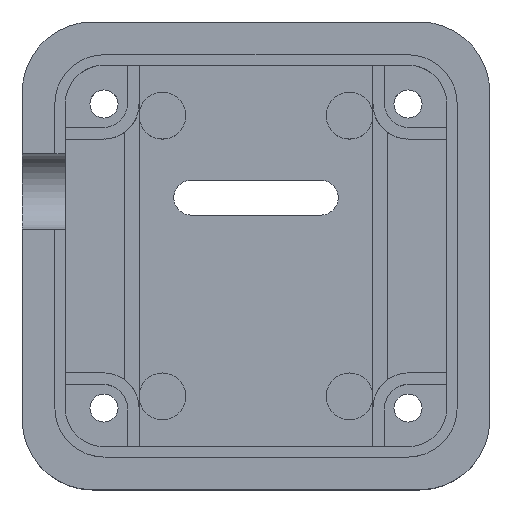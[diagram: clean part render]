
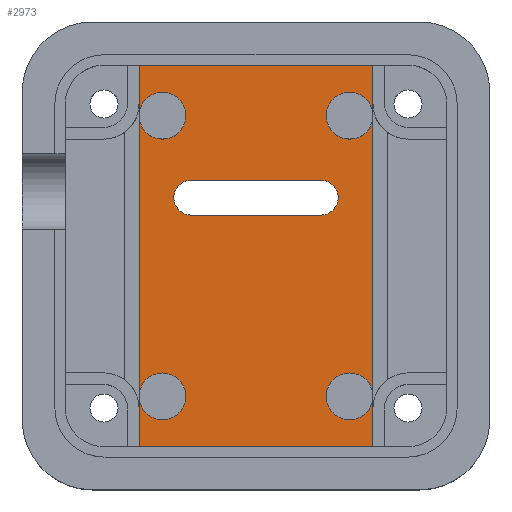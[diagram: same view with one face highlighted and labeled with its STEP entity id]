
A CAD part, top view. The second image highlights one B-rep face of the part: STEP entity #2973.
In plain terms, the highlighted planar face has unit normal (0, 0, 1).
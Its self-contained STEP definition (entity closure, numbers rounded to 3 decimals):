
#108=FACE_BOUND('',#493,.T.);
#181=CIRCLE('',#3215,2.);
#182=CIRCLE('',#3216,2.);
#183=CIRCLE('',#3217,2.);
#184=CIRCLE('',#3218,2.);
#185=CIRCLE('',#3219,2.);
#186=CIRCLE('',#3220,2.);
#187=CIRCLE('',#3221,2.);
#188=CIRCLE('',#3222,2.);
#189=CIRCLE('',#3223,1.5);
#190=CIRCLE('',#3224,1.5);
#307=FACE_OUTER_BOUND('',#492,.T.);
#492=EDGE_LOOP('',(#2275,#2276,#2277,#2278,#2279,#2280,#2281,#2282,#2283,
#2284,#2285,#2286,#2287,#2288,#2289,#2290));
#493=EDGE_LOOP('',(#2291,#2292,#2293,#2294));
#647=LINE('',#4391,#944);
#754=LINE('',#4720,#1051);
#767=LINE('',#4754,#1064);
#768=LINE('',#4756,#1065);
#769=LINE('',#4761,#1066);
#770=LINE('',#4765,#1067);
#771=LINE('',#4767,#1068);
#772=LINE('',#4771,#1069);
#773=LINE('',#4777,#1070);
#774=LINE('',#4780,#1071);
#944=VECTOR('',#3457,10.);
#1051=VECTOR('',#3756,20.);
#1064=VECTOR('',#3781,4.3);
#1065=VECTOR('',#3782,4.3);
#1066=VECTOR('',#3787,24.);
#1067=VECTOR('',#3792,4.3);
#1068=VECTOR('',#3793,4.3);
#1069=VECTOR('',#3798,24.);
#1070=VECTOR('',#3803,11.06);
#1071=VECTOR('',#3806,11.06);
#1238=VERTEX_POINT('',#4388);
#1239=VERTEX_POINT('',#4390);
#1364=VERTEX_POINT('',#4718);
#1365=VERTEX_POINT('',#4719);
#1379=VERTEX_POINT('',#4751);
#1380=VERTEX_POINT('',#4752);
#1381=VERTEX_POINT('',#4755);
#1382=VERTEX_POINT('',#4757);
#1383=VERTEX_POINT('',#4760);
#1384=VERTEX_POINT('',#4762);
#1385=VERTEX_POINT('',#4766);
#1386=VERTEX_POINT('',#4768);
#1387=VERTEX_POINT('',#4773);
#1388=VERTEX_POINT('',#4774);
#1389=VERTEX_POINT('',#4776);
#1390=VERTEX_POINT('',#4778);
#1534=EDGE_CURVE('',#1238,#1239,#647,.T.);
#1699=EDGE_CURVE('',#1364,#1365,#754,.T.);
#1716=EDGE_CURVE('',#1379,#1380,#181,.T.);
#1717=EDGE_CURVE('',#1379,#1364,#767,.T.);
#1718=EDGE_CURVE('',#1365,#1381,#768,.T.);
#1719=EDGE_CURVE('',#1382,#1381,#182,.T.);
#1720=EDGE_CURVE('',#1381,#1382,#183,.T.);
#1721=EDGE_CURVE('',#1381,#1383,#769,.T.);
#1722=EDGE_CURVE('',#1384,#1383,#184,.T.);
#1723=EDGE_CURVE('',#1383,#1384,#185,.T.);
#1724=EDGE_CURVE('',#1383,#1239,#770,.T.);
#1725=EDGE_CURVE('',#1238,#1385,#771,.T.);
#1726=EDGE_CURVE('',#1386,#1385,#186,.T.);
#1727=EDGE_CURVE('',#1385,#1386,#187,.T.);
#1728=EDGE_CURVE('',#1385,#1379,#772,.T.);
#1729=EDGE_CURVE('',#1380,#1379,#188,.T.);
#1730=EDGE_CURVE('',#1387,#1388,#189,.T.);
#1731=EDGE_CURVE('',#1389,#1387,#773,.T.);
#1732=EDGE_CURVE('',#1390,#1389,#190,.T.);
#1733=EDGE_CURVE('',#1388,#1390,#774,.T.);
#2275=ORIENTED_EDGE('',*,*,#1716,.F.);
#2276=ORIENTED_EDGE('',*,*,#1717,.T.);
#2277=ORIENTED_EDGE('',*,*,#1699,.T.);
#2278=ORIENTED_EDGE('',*,*,#1718,.T.);
#2279=ORIENTED_EDGE('',*,*,#1719,.F.);
#2280=ORIENTED_EDGE('',*,*,#1720,.F.);
#2281=ORIENTED_EDGE('',*,*,#1721,.T.);
#2282=ORIENTED_EDGE('',*,*,#1722,.F.);
#2283=ORIENTED_EDGE('',*,*,#1723,.F.);
#2284=ORIENTED_EDGE('',*,*,#1724,.T.);
#2285=ORIENTED_EDGE('',*,*,#1534,.F.);
#2286=ORIENTED_EDGE('',*,*,#1725,.T.);
#2287=ORIENTED_EDGE('',*,*,#1726,.F.);
#2288=ORIENTED_EDGE('',*,*,#1727,.F.);
#2289=ORIENTED_EDGE('',*,*,#1728,.T.);
#2290=ORIENTED_EDGE('',*,*,#1729,.F.);
#2291=ORIENTED_EDGE('',*,*,#1730,.F.);
#2292=ORIENTED_EDGE('',*,*,#1731,.F.);
#2293=ORIENTED_EDGE('',*,*,#1732,.F.);
#2294=ORIENTED_EDGE('',*,*,#1733,.F.);
#2863=PLANE('',#3214);
#2973=ADVANCED_FACE('',(#307,#108),#2863,.T.);
#3214=AXIS2_PLACEMENT_3D('',#4750,#3777,#3778);
#3215=AXIS2_PLACEMENT_3D('',#4753,#3779,#3780);
#3216=AXIS2_PLACEMENT_3D('',#4758,#3783,#3784);
#3217=AXIS2_PLACEMENT_3D('',#4759,#3785,#3786);
#3218=AXIS2_PLACEMENT_3D('',#4763,#3788,#3789);
#3219=AXIS2_PLACEMENT_3D('',#4764,#3790,#3791);
#3220=AXIS2_PLACEMENT_3D('',#4769,#3794,#3795);
#3221=AXIS2_PLACEMENT_3D('',#4770,#3796,#3797);
#3222=AXIS2_PLACEMENT_3D('',#4772,#3799,#3800);
#3223=AXIS2_PLACEMENT_3D('',#4775,#3801,#3802);
#3224=AXIS2_PLACEMENT_3D('',#4779,#3804,#3805);
#3457=DIRECTION('',(-1.,0.,0.));
#3756=DIRECTION('',(-1.,0.,0.));
#3777=DIRECTION('center_axis',(0.,0.,1.));
#3778=DIRECTION('ref_axis',(1.,0.,0.));
#3779=DIRECTION('center_axis',(0.,0.,1.));
#3780=DIRECTION('ref_axis',(0.,1.,0.));
#3781=DIRECTION('',(0.,1.,0.));
#3782=DIRECTION('',(0.,-1.,0.));
#3783=DIRECTION('center_axis',(0.,0.,1.));
#3784=DIRECTION('ref_axis',(-1.,0.,0.));
#3785=DIRECTION('center_axis',(0.,0.,1.));
#3786=DIRECTION('ref_axis',(-1.,0.,0.));
#3787=DIRECTION('',(0.,-1.,0.));
#3788=DIRECTION('center_axis',(0.,0.,1.));
#3789=DIRECTION('ref_axis',(-1.,0.,0.));
#3790=DIRECTION('center_axis',(0.,0.,1.));
#3791=DIRECTION('ref_axis',(-1.,0.,0.));
#3792=DIRECTION('',(0.,-1.,0.));
#3793=DIRECTION('',(0.,1.,0.));
#3794=DIRECTION('center_axis',(0.,0.,1.));
#3795=DIRECTION('ref_axis',(1.,0.,0.));
#3796=DIRECTION('center_axis',(0.,0.,1.));
#3797=DIRECTION('ref_axis',(1.,0.,0.));
#3798=DIRECTION('',(0.,1.,0.));
#3799=DIRECTION('center_axis',(0.,0.,1.));
#3800=DIRECTION('ref_axis',(0.,1.,0.));
#3801=DIRECTION('center_axis',(0.,0.,1.));
#3802=DIRECTION('ref_axis',(0.,1.,0.));
#3803=DIRECTION('',(-1.,0.,0.));
#3804=DIRECTION('center_axis',(0.,0.,1.));
#3805=DIRECTION('ref_axis',(0.,-1.,0.));
#3806=DIRECTION('',(1.,0.,0.));
#4388=CARTESIAN_POINT('',(10.,-16.3,-17.1));
#4390=CARTESIAN_POINT('',(-10.,-16.3,-17.1));
#4391=CARTESIAN_POINT('',(10.,-16.3,-17.1));
#4718=CARTESIAN_POINT('',(10.,16.3,-17.1));
#4719=CARTESIAN_POINT('',(-10.,16.3,-17.1));
#4720=CARTESIAN_POINT('',(10.,16.3,-17.1));
#4750=CARTESIAN_POINT('Origin',(0.,0.,-17.1));
#4751=CARTESIAN_POINT('',(10.,12.,-17.1));
#4752=CARTESIAN_POINT('',(8.,10.,-17.1));
#4753=CARTESIAN_POINT('Origin',(8.,12.,-17.1));
#4754=CARTESIAN_POINT('',(10.,12.,-17.1));
#4755=CARTESIAN_POINT('',(-10.,12.,-17.1));
#4756=CARTESIAN_POINT('',(-10.,16.3,-17.1));
#4757=CARTESIAN_POINT('',(-8.,10.,-17.1));
#4758=CARTESIAN_POINT('Origin',(-8.,12.,-17.1));
#4759=CARTESIAN_POINT('Origin',(-8.,12.,-17.1));
#4760=CARTESIAN_POINT('',(-10.,-12.,-17.1));
#4761=CARTESIAN_POINT('',(-10.,12.,-17.1));
#4762=CARTESIAN_POINT('',(-8.,-14.,-17.1));
#4763=CARTESIAN_POINT('Origin',(-8.,-12.,-17.1));
#4764=CARTESIAN_POINT('Origin',(-8.,-12.,-17.1));
#4765=CARTESIAN_POINT('',(-10.,-12.,-17.1));
#4766=CARTESIAN_POINT('',(10.,-12.,-17.1));
#4767=CARTESIAN_POINT('',(10.,-16.3,-17.1));
#4768=CARTESIAN_POINT('',(8.,-14.,-17.1));
#4769=CARTESIAN_POINT('Origin',(8.,-12.,-17.1));
#4770=CARTESIAN_POINT('Origin',(8.,-12.,-17.1));
#4771=CARTESIAN_POINT('',(10.,-12.,-17.1));
#4772=CARTESIAN_POINT('Origin',(8.,12.,-17.1));
#4773=CARTESIAN_POINT('',(-5.53,6.5,-17.1));
#4774=CARTESIAN_POINT('',(-5.53,3.5,-17.1));
#4775=CARTESIAN_POINT('Origin',(-5.53,5.,-17.1));
#4776=CARTESIAN_POINT('',(5.53,6.5,-17.1));
#4777=CARTESIAN_POINT('',(5.53,6.5,-17.1));
#4778=CARTESIAN_POINT('',(5.53,3.5,-17.1));
#4779=CARTESIAN_POINT('Origin',(5.53,5.,-17.1));
#4780=CARTESIAN_POINT('',(-5.53,3.5,-17.1));
